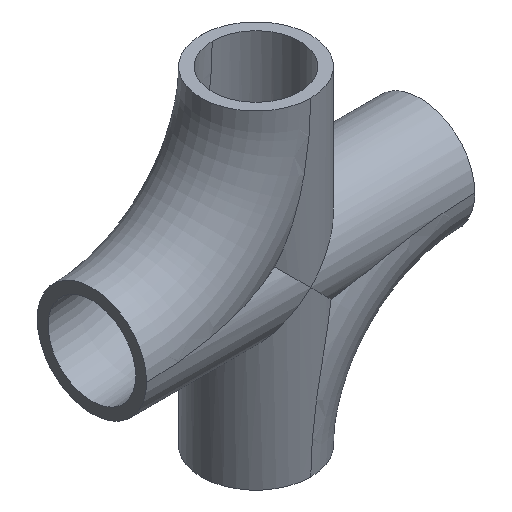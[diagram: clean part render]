
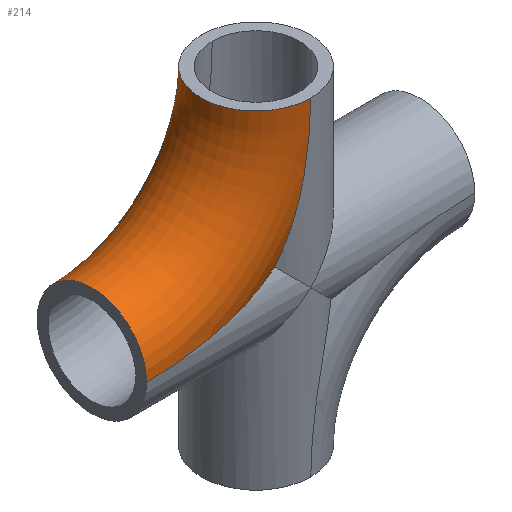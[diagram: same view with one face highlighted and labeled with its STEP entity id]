
A CAD part, isometric view. The second image highlights one B-rep face of the part: STEP entity #214.
In plain terms, the highlighted toroidal (fillet/blend) face has major radius 15 mm and minor radius 5 mm.
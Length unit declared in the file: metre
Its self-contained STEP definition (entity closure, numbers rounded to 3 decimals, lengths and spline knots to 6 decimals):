
#13=TOROIDAL_SURFACE('',#260,0.015,0.005);
#24=CIRCLE('',#244,0.005);
#33=CIRCLE('',#259,0.005);
#36=B_SPLINE_CURVE_WITH_KNOTS('',3,(#358,#359,#360,#361,#362),
 .UNSPECIFIED.,.F.,.F.,(4,1,4),(0.027506,0.03389,0.040273),
 .UNSPECIFIED.);
#37=B_SPLINE_CURVE_WITH_KNOTS('',3,(#368,#369,#370,#371,#372),
 .UNSPECIFIED.,.F.,.F.,(4,1,4),(-0.000173,0.006271,
0.012716),.UNSPECIFIED.);
#40=B_SPLINE_CURVE_WITH_KNOTS('',3,(#408,#409,#410,#411,#412),
 .UNSPECIFIED.,.F.,.F.,(4,1,4),(-0.000173,0.006271,
0.012716),.UNSPECIFIED.);
#41=B_SPLINE_CURVE_WITH_KNOTS('',3,(#413,#414,#415,#416,#417),
 .UNSPECIFIED.,.F.,.F.,(4,1,4),(0.027506,0.03389,0.040273),
 .UNSPECIFIED.);
#88=ORIENTED_EDGE('',*,*,#115,.F.);
#89=ORIENTED_EDGE('',*,*,#128,.F.);
#90=ORIENTED_EDGE('',*,*,#131,.F.);
#91=ORIENTED_EDGE('',*,*,#129,.F.);
#92=ORIENTED_EDGE('',*,*,#111,.F.);
#93=ORIENTED_EDGE('',*,*,#118,.F.);
#111=EDGE_CURVE('',#140,#142,#36,.F.);
#115=EDGE_CURVE('',#143,#141,#37,.F.);
#118=EDGE_CURVE('',#141,#140,#24,.T.);
#128=EDGE_CURVE('',#151,#143,#40,.T.);
#129=EDGE_CURVE('',#142,#152,#41,.T.);
#131=EDGE_CURVE('',#152,#151,#33,.F.);
#140=VERTEX_POINT('',#356);
#141=VERTEX_POINT('',#357);
#142=VERTEX_POINT('',#363);
#143=VERTEX_POINT('',#367);
#151=VERTEX_POINT('',#406);
#152=VERTEX_POINT('',#407);
#173=EDGE_LOOP('',(#88,#89,#90,#91,#92,#93));
#193=FACE_BOUND('',#173,.T.);
#214=ADVANCED_FACE('',(#193),#13,.T.);
#244=AXIS2_PLACEMENT_3D('',#378,#292,#293);
#259=AXIS2_PLACEMENT_3D('',#421,#322,#323);
#260=AXIS2_PLACEMENT_3D('',#422,#324,#325);
#292=DIRECTION('',(0.,0.,1.));
#293=DIRECTION('',(1.,0.,0.));
#322=DIRECTION('',(1.,0.,0.));
#323=DIRECTION('',(0.,0.,-1.));
#324=DIRECTION('',(0.,1.,0.));
#325=DIRECTION('',(0.,0.,1.));
#356=CARTESIAN_POINT('',(0.,-0.005,0.03));
#357=CARTESIAN_POINT('',(0.,0.005,0.03));
#358=CARTESIAN_POINT('',(-0.002574,-0.004287,0.017574));
#359=CARTESIAN_POINT('',(-0.001781,-0.004762,0.019486));
#360=CARTESIAN_POINT('',(-0.000458,-0.005027,0.023584));
#361=CARTESIAN_POINT('',(-0.000006,-0.005,0.027872));
#362=CARTESIAN_POINT('',(0.,-0.005,0.03));
#363=CARTESIAN_POINT('',(-0.002574,-0.004287,0.017574));
#367=CARTESIAN_POINT('',(-0.002574,0.004287,0.017574));
#368=CARTESIAN_POINT('',(0.,0.005,0.03));
#369=CARTESIAN_POINT('',(-0.000006,0.005,0.027852));
#370=CARTESIAN_POINT('',(-0.00047,0.005024,0.023543));
#371=CARTESIAN_POINT('',(-0.001776,0.004766,0.0195));
#372=CARTESIAN_POINT('',(-0.002574,0.004287,0.017574));
#378=CARTESIAN_POINT('',(0.,0.,0.03));
#406=CARTESIAN_POINT('',(-0.015,0.005,0.015));
#407=CARTESIAN_POINT('',(-0.015,-0.005,0.015));
#408=CARTESIAN_POINT('',(-0.015,0.005,0.015));
#409=CARTESIAN_POINT('',(-0.012852,0.005,0.015006));
#410=CARTESIAN_POINT('',(-0.008543,0.005024,0.01547));
#411=CARTESIAN_POINT('',(-0.0045,0.004766,0.016776));
#412=CARTESIAN_POINT('',(-0.002574,0.004287,0.017574));
#413=CARTESIAN_POINT('',(-0.002574,-0.004287,0.017574));
#414=CARTESIAN_POINT('',(-0.004486,-0.004762,0.016781));
#415=CARTESIAN_POINT('',(-0.008584,-0.005027,0.015458));
#416=CARTESIAN_POINT('',(-0.012872,-0.005,0.015006));
#417=CARTESIAN_POINT('',(-0.015,-0.005,0.015));
#421=CARTESIAN_POINT('',(-0.015,0.,0.015));
#422=CARTESIAN_POINT('',(-0.015,0.,0.03));
